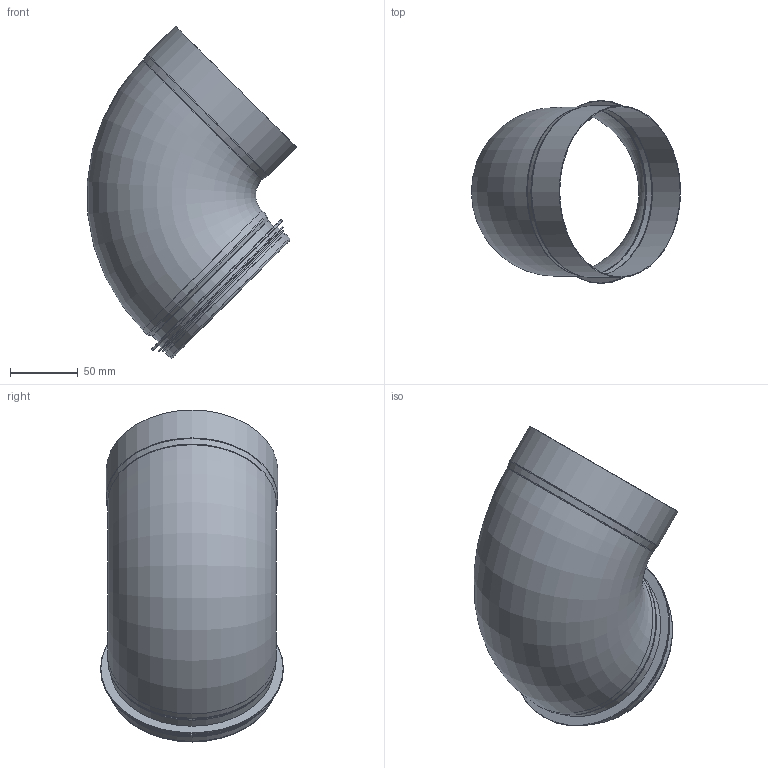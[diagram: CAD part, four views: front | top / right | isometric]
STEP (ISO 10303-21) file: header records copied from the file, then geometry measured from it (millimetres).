
FILE_DESCRIPTION((''),'2;1');
FILE_NAME('DI10004.stp','2014-02-19T15:37:37',(''),(''),'Autodesk Inventor 2013','Autodesk Inventor 2013','');
FILE_SCHEMA(('AUTOMOTIVE_DESIGN { 1 2 10303 214 0 1 1 1 }'));
Length unit declared in the file: millimetre
Products named in the file (5): DI10004; HIBKMRörämne-125; StosRörämne-125; HIBKMRörämnesdel-125; 999004
Assembly tree (4 placements, depth 3):
  DI10004
    HIBKMRörämne-125
      StosRörämne-125
      HIBKMRörämnesdel-125
    999004
Bounding box: 153.88 x 134.45 x 244.16 mm (x, y, z)
Volume: 51012.2 mm3; surface area: 171746.9 mm2
Topology: 3 solids, 3 shells, 69 faces, 133 edges, 73 vertices
Faces by surface type: plane 27, torus 20, cylinder 14, cone 8
Full cylindrical faces by diameter (mm): 118.25 x1, 119.25 x1, 120.45 x1, 123.05 x5, 124.05 x2, 125.25 x1, 126.25 x1, 129.45 x1, 134.45 x1
Entity records: 1817 total; most frequent: DIRECTION 330, CARTESIAN_POINT 256, ORIENTED_EDGE 214, AXIS2_PLACEMENT_3D 145, EDGE_CURVE 107, EDGE_LOOP 100, VERTEX_POINT 71, STYLED_ITEM 71
